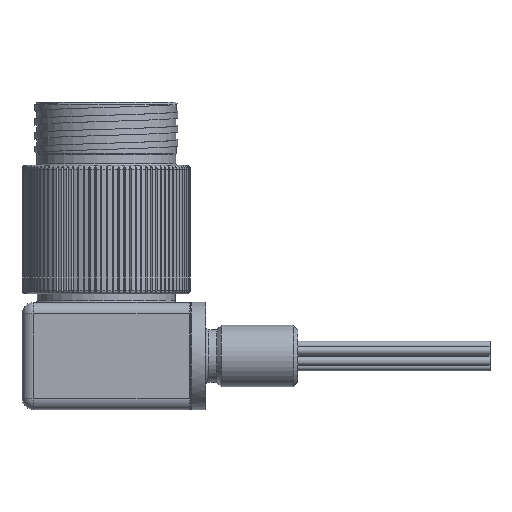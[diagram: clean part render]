
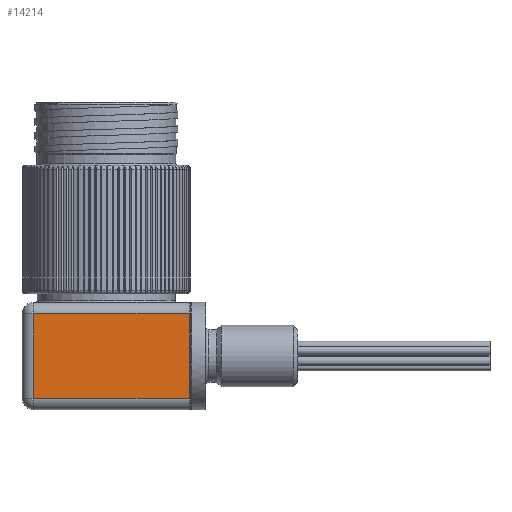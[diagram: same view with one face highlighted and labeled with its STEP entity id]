
A CAD part, left-side view. The second image highlights one B-rep face of the part: STEP entity #14214.
In plain terms, the highlighted planar face has unit normal (-1, 0, 0).
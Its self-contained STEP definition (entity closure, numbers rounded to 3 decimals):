
#476=PLANE('',#15452);
#1745=FACE_OUTER_BOUND('',#2554,.T.);
#2554=EDGE_LOOP('',(#11091,#11092,#11093,#11094));
#4107=LINE('',#26210,#4868);
#4116=LINE('',#26853,#4877);
#4123=LINE('',#26878,#4884);
#4126=LINE('',#26882,#4887);
#4868=VECTOR('',#18170,1000.);
#4877=VECTOR('',#18205,1000.);
#4884=VECTOR('',#18236,1000.);
#4887=VECTOR('',#18241,1000.);
#6053=VERTEX_POINT('',#26189);
#6056=VERTEX_POINT('',#26196);
#6066=VERTEX_POINT('',#26844);
#6073=VERTEX_POINT('',#26871);
#7816=EDGE_CURVE('',#6056,#6053,#4107,.T.);
#7842=EDGE_CURVE('',#6066,#6056,#4116,.T.);
#7855=EDGE_CURVE('',#6053,#6073,#4123,.T.);
#7858=EDGE_CURVE('',#6073,#6066,#4126,.T.);
#11091=ORIENTED_EDGE('',*,*,#7842,.T.);
#11092=ORIENTED_EDGE('',*,*,#7816,.T.);
#11093=ORIENTED_EDGE('',*,*,#7855,.T.);
#11094=ORIENTED_EDGE('',*,*,#7858,.T.);
#14214=ADVANCED_FACE('',(#1745),#476,.T.);
#15452=AXIS2_PLACEMENT_3D('',#26893,#18256,#18257);
#18170=DIRECTION('',(0.,0.,1.));
#18205=DIRECTION('',(0.,-1.,0.));
#18236=DIRECTION('',(0.,1.,0.));
#18241=DIRECTION('',(0.,0.,-1.));
#18256=DIRECTION('center_axis',(-1.,0.,0.));
#18257=DIRECTION('ref_axis',(0.,0.,1.));
#26189=CARTESIAN_POINT('',(-17.463,-17.209,9.069));
#26196=CARTESIAN_POINT('',(-17.463,-17.209,-8.381));
#26210=CARTESIAN_POINT('',(-17.463,-17.209,27.331));
#26844=CARTESIAN_POINT('',(-17.463,15.081,-8.381));
#26853=CARTESIAN_POINT('',(-17.463,-17.463,-8.381));
#26871=CARTESIAN_POINT('',(-17.463,15.081,9.069));
#26878=CARTESIAN_POINT('',(-17.463,15.081,9.069));
#26882=CARTESIAN_POINT('',(-17.463,15.081,27.331));
#26893=CARTESIAN_POINT('Origin',(-17.463,0.,27.331));
